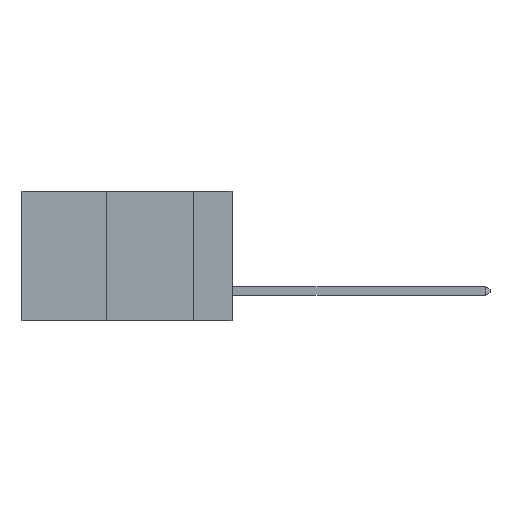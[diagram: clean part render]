
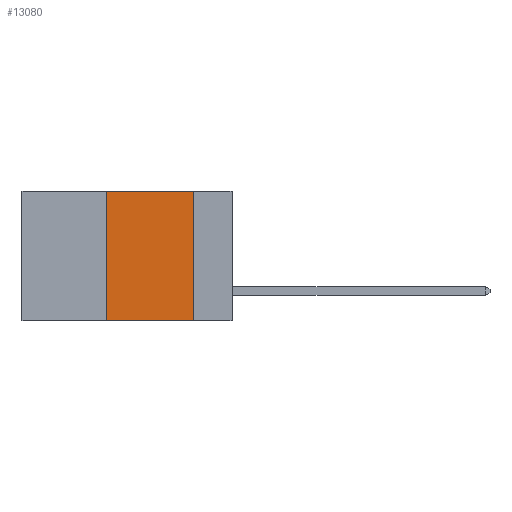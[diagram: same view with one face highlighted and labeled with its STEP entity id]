
A CAD part, left-side view. The second image highlights one B-rep face of the part: STEP entity #13080.
In plain terms, the highlighted planar face has unit normal (-1, 0, 0).
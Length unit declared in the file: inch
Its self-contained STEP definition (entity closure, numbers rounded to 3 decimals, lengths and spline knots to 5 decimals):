
#1054 = PLANE ( 'NONE',  #11831 ) ;
#1084 = CARTESIAN_POINT ( 'NONE',  ( 0., 0.11, 0. ) ) ;
#1122 = VERTEX_POINT ( 'NONE', #4427 ) ;
#1952 = CARTESIAN_POINT ( 'NONE',  ( 0., 0.36, 0. ) ) ;
#2947 = ORIENTED_EDGE ( 'NONE', *, *, #10245, .F. ) ;
#3380 = CARTESIAN_POINT ( 'NONE',  ( 0., 0.6, -0.37 ) ) ;
#4427 = CARTESIAN_POINT ( 'NONE',  ( 0., 0.11, -0.37 ) ) ;
#4452 = VECTOR ( 'NONE', #16812, 39.37008 ) ;
#4520 = FACE_OUTER_BOUND ( 'NONE', #8488, .T. ) ;
#4586 = DIRECTION ( 'NONE',  ( 1., 0., 0. ) ) ;
#5732 = ORIENTED_EDGE ( 'NONE', *, *, #7160, .F. ) ;
#6812 = DIRECTION ( 'NONE',  ( 0., -1., 0. ) ) ;
#7160 = EDGE_CURVE ( 'NONE', #9309, #8370, #16848, .T. ) ;
#8370 = VERTEX_POINT ( 'NONE', #22262 ) ;
#8488 = EDGE_LOOP ( 'NONE', ( #2947, #5732, #10951, #21120 ) ) ;
#9162 = LINE ( 'NONE', #1084, #4452 ) ;
#9309 = VERTEX_POINT ( 'NONE', #1952 ) ;
#9724 = LINE ( 'NONE', #3380, #14838 ) ;
#9751 = VERTEX_POINT ( 'NONE', #17140 ) ;
#10245 = EDGE_CURVE ( 'NONE', #8370, #1122, #9162, .T. ) ;
#10951 = ORIENTED_EDGE ( 'NONE', *, *, #20840, .F. ) ;
#11831 = AXIS2_PLACEMENT_3D ( 'NONE', #13312, #4586, #16776 ) ;
#11901 = DIRECTION ( 'NONE',  ( 0., 0., 1. ) ) ;
#12269 = VECTOR ( 'NONE', #6812, 39.37008 ) ;
#13080 = ADVANCED_FACE ( 'NONE', ( #4520 ), #1054, .F. ) ;
#13312 = CARTESIAN_POINT ( 'NONE',  ( 0., 0.6, 0. ) ) ;
#14774 = EDGE_CURVE ( 'NONE', #9751, #1122, #9724, .T. ) ;
#14838 = VECTOR ( 'NONE', #15610, 39.37008 ) ;
#15610 = DIRECTION ( 'NONE',  ( 0., -1., 0. ) ) ;
#16175 = VECTOR ( 'NONE', #11901, 39.37008 ) ;
#16776 = DIRECTION ( 'NONE',  ( 0., 0., -1. ) ) ;
#16812 = DIRECTION ( 'NONE',  ( 0., 0., -1. ) ) ;
#16848 = LINE ( 'NONE', #18911, #12269 ) ;
#17140 = CARTESIAN_POINT ( 'NONE',  ( 0., 0.36, -0.37 ) ) ;
#18911 = CARTESIAN_POINT ( 'NONE',  ( 0., 0.6, 0. ) ) ;
#20415 = CARTESIAN_POINT ( 'NONE',  ( 0., 0.36, 0. ) ) ;
#20840 = EDGE_CURVE ( 'NONE', #9751, #9309, #21237, .T. ) ;
#21120 = ORIENTED_EDGE ( 'NONE', *, *, #14774, .T. ) ;
#21237 = LINE ( 'NONE', #20415, #16175 ) ;
#22262 = CARTESIAN_POINT ( 'NONE',  ( 0., 0.11, 0. ) ) ;
